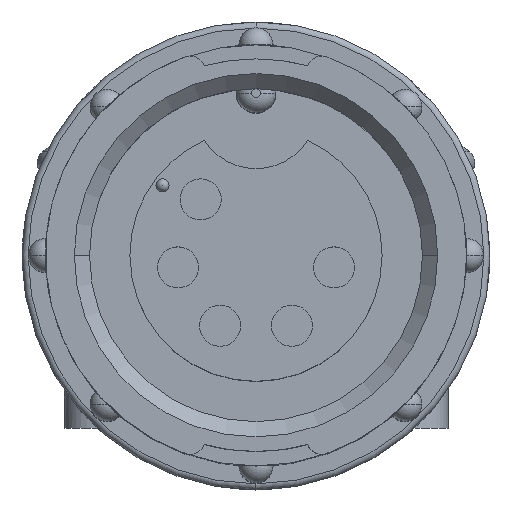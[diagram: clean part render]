
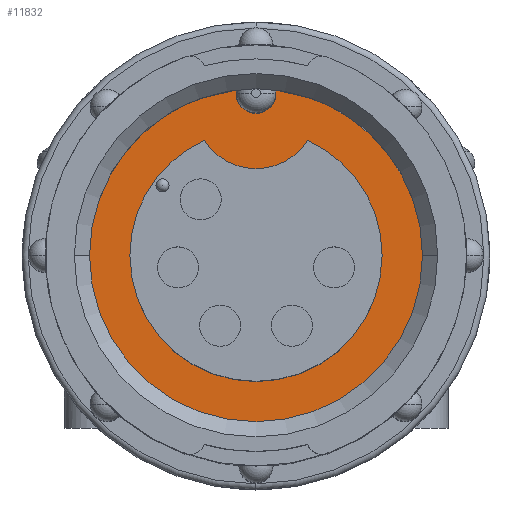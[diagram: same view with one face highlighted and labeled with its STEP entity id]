
A CAD part, top view. The second image highlights one B-rep face of the part: STEP entity #11832.
In plain terms, the highlighted planar face has unit normal (0, 0, 1).
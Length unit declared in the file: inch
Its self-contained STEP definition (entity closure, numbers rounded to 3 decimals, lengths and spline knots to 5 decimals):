
#106 = VERTEX_POINT ( 'NONE', #2638 ) ;
#204 = EDGE_LOOP ( 'NONE', ( #12777, #7470, #8815, #8365, #10439, #3246 ) ) ;
#387 = DIRECTION ( 'NONE',  ( 0., 0., 1. ) ) ;
#507 = DIRECTION ( 'NONE',  ( 1., 0., 0. ) ) ;
#837 = CARTESIAN_POINT ( 'NONE',  ( 0., 0.2435, 0.695 ) ) ;
#1033 = DIRECTION ( 'NONE',  ( 0., 0., 1. ) ) ;
#1140 = CARTESIAN_POINT ( 'NONE',  ( 0., 0., 0.695 ) ) ;
#1384 = CARTESIAN_POINT ( 'NONE',  ( 0., 0.26691, 0.695 ) ) ;
#1582 = DIRECTION ( 'NONE',  ( 0., 0., -1. ) ) ;
#1711 = CIRCLE ( 'NONE', #8170, 0.03291 ) ;
#1755 = VERTEX_POINT ( 'NONE', #6393 ) ;
#1888 = DIRECTION ( 'NONE',  ( 1., 0., 0. ) ) ;
#1991 = ORIENTED_EDGE ( 'NONE', *, *, #8321, .F. ) ;
#2191 = DIRECTION ( 'NONE',  ( 1., 0., 0. ) ) ;
#2199 = CIRCLE ( 'NONE', #5758, 0.2075 ) ;
#2396 = EDGE_CURVE ( 'NONE', #6749, #1755, #11196, .T. ) ;
#2449 = DIRECTION ( 'NONE',  ( 1., 0., 0. ) ) ;
#2532 = CARTESIAN_POINT ( 'NONE',  ( -0.274, 0., 0.695 ) ) ;
#2608 = DIRECTION ( 'NONE',  ( 0., 0., 1. ) ) ;
#2638 = CARTESIAN_POINT ( 'NONE',  ( 0.08517, 0.18921, 0.695 ) ) ;
#3045 = CARTESIAN_POINT ( 'NONE',  ( 0., 0.13345, 0.695 ) ) ;
#3213 = FACE_OUTER_BOUND ( 'NONE', #204, .T. ) ;
#3222 = CARTESIAN_POINT ( 'NONE',  ( 0.03291, 0.26691, 0.695 ) ) ;
#3246 = ORIENTED_EDGE ( 'NONE', *, *, #7253, .T. ) ;
#3272 = DIRECTION ( 'NONE',  ( 0., 0., -1. ) ) ;
#3463 = CIRCLE ( 'NONE', #9562, 0.2075 ) ;
#3533 = AXIS2_PLACEMENT_3D ( 'NONE', #7377, #1033, #8461 ) ;
#3549 = CARTESIAN_POINT ( 'NONE',  ( -0.0325, 0.27207, 0.695 ) ) ;
#3550 = FACE_BOUND ( 'NONE', #10016, .T. ) ;
#3583 = ORIENTED_EDGE ( 'NONE', *, *, #10780, .F. ) ;
#3653 = CARTESIAN_POINT ( 'NONE',  ( -0.08517, 0.18921, 0.695 ) ) ;
#4035 = EDGE_CURVE ( 'NONE', #11894, #106, #2199, .T. ) ;
#4039 = CARTESIAN_POINT ( 'NONE',  ( 0., 0., 0.695 ) ) ;
#4560 = AXIS2_PLACEMENT_3D ( 'NONE', #13289, #6851, #507 ) ;
#4569 = VERTEX_POINT ( 'NONE', #3653 ) ;
#5102 = DIRECTION ( 'NONE',  ( 1., 0., 0. ) ) ;
#5167 = DIRECTION ( 'NONE',  ( 1., 0., 0. ) ) ;
#5436 = CARTESIAN_POINT ( 'NONE',  ( -0.03291, 0.26691, 0.695 ) ) ;
#5487 = CARTESIAN_POINT ( 'NONE',  ( 0.0325, 0.27207, 0.695 ) ) ;
#5758 = AXIS2_PLACEMENT_3D ( 'NONE', #8985, #2608, #10063 ) ;
#6333 = CARTESIAN_POINT ( 'NONE',  ( 0.2075, 0., 0.695 ) ) ;
#6393 = CARTESIAN_POINT ( 'NONE',  ( 0.274, 0., 0.695 ) ) ;
#6550 = CIRCLE ( 'NONE', #3533, 0.274 ) ;
#6566 = CIRCLE ( 'NONE', #8319, 0.2075 ) ;
#6585 = VERTEX_POINT ( 'NONE', #3222 ) ;
#6621 = ORIENTED_EDGE ( 'NONE', *, *, #7697, .F. ) ;
#6731 = CARTESIAN_POINT ( 'NONE',  ( 0., 0., 0.695 ) ) ;
#6749 = VERTEX_POINT ( 'NONE', #2532 ) ;
#6851 = DIRECTION ( 'NONE',  ( 0., 0., 1. ) ) ;
#6958 = CARTESIAN_POINT ( 'NONE',  ( -0.2075, 0., 0.695 ) ) ;
#6967 = CIRCLE ( 'NONE', #12537, 0.101 ) ;
#7253 = EDGE_CURVE ( 'NONE', #1755, #10277, #8280, .T. ) ;
#7377 = CARTESIAN_POINT ( 'NONE',  ( 0., 0., 0.695 ) ) ;
#7470 = ORIENTED_EDGE ( 'NONE', *, *, #11599, .T. ) ;
#7697 = EDGE_CURVE ( 'NONE', #106, #4569, #6967, .T. ) ;
#7698 = ORIENTED_EDGE ( 'NONE', *, *, #4035, .F. ) ;
#7797 = DIRECTION ( 'NONE',  ( 1., 0., 0. ) ) ;
#7940 = CARTESIAN_POINT ( 'NONE',  ( 0., 0.26691, 0.695 ) ) ;
#8170 = AXIS2_PLACEMENT_3D ( 'NONE', #9652, #3272, #10749 ) ;
#8262 = DIRECTION ( 'NONE',  ( 0., 0., -1. ) ) ;
#8280 = CIRCLE ( 'NONE', #13814, 0.274 ) ;
#8319 = AXIS2_PLACEMENT_3D ( 'NONE', #4039, #11533, #5102 ) ;
#8321 = EDGE_CURVE ( 'NONE', #4569, #10035, #3463, .T. ) ;
#8365 = ORIENTED_EDGE ( 'NONE', *, *, #11328, .T. ) ;
#8461 = DIRECTION ( 'NONE',  ( 1., 0., 0. ) ) ;
#8574 = DIRECTION ( 'NONE',  ( 0., 0., 1. ) ) ;
#8815 = ORIENTED_EDGE ( 'NONE', *, *, #10345, .T. ) ;
#8829 = DIRECTION ( 'NONE',  ( 0., 0., -1. ) ) ;
#8985 = CARTESIAN_POINT ( 'NONE',  ( 0., 0., 0.695 ) ) ;
#9035 = DIRECTION ( 'NONE',  ( 1., 0., 0. ) ) ;
#9431 = PLANE ( 'NONE',  #10873 ) ;
#9562 = AXIS2_PLACEMENT_3D ( 'NONE', #1140, #8574, #2191 ) ;
#9652 = CARTESIAN_POINT ( 'NONE',  ( 0., 0.26691, 0.695 ) ) ;
#9906 = CIRCLE ( 'NONE', #10417, 0.03291 ) ;
#10016 = EDGE_LOOP ( 'NONE', ( #1991, #6621, #7698, #3583 ) ) ;
#10035 = VERTEX_POINT ( 'NONE', #6958 ) ;
#10063 = DIRECTION ( 'NONE',  ( 1., 0., 0. ) ) ;
#10277 = VERTEX_POINT ( 'NONE', #5487 ) ;
#10329 = AXIS2_PLACEMENT_3D ( 'NONE', #1384, #8829, #2449 ) ;
#10345 = EDGE_CURVE ( 'NONE', #12420, #11058, #13819, .T. ) ;
#10417 = AXIS2_PLACEMENT_3D ( 'NONE', #7940, #1582, #9035 ) ;
#10439 = ORIENTED_EDGE ( 'NONE', *, *, #2396, .T. ) ;
#10749 = DIRECTION ( 'NONE',  ( 1., 0., 0. ) ) ;
#10780 = EDGE_CURVE ( 'NONE', #10035, #11894, #6566, .T. ) ;
#10873 = AXIS2_PLACEMENT_3D ( 'NONE', #3045, #11590, #5167 ) ;
#11058 = VERTEX_POINT ( 'NONE', #3549 ) ;
#11196 = CIRCLE ( 'NONE', #4560, 0.274 ) ;
#11328 = EDGE_CURVE ( 'NONE', #11058, #6749, #6550, .T. ) ;
#11533 = DIRECTION ( 'NONE',  ( 0., 0., 1. ) ) ;
#11590 = DIRECTION ( 'NONE',  ( 0., 0., 1. ) ) ;
#11599 = EDGE_CURVE ( 'NONE', #6585, #12420, #9906, .T. ) ;
#11832 = ADVANCED_FACE ( 'NONE', ( #3213, #3550 ), #9431, .T. ) ;
#11894 = VERTEX_POINT ( 'NONE', #6333 ) ;
#12368 = EDGE_CURVE ( 'NONE', #10277, #6585, #1711, .T. ) ;
#12420 = VERTEX_POINT ( 'NONE', #5436 ) ;
#12537 = AXIS2_PLACEMENT_3D ( 'NONE', #837, #8262, #1888 ) ;
#12777 = ORIENTED_EDGE ( 'NONE', *, *, #12368, .T. ) ;
#13289 = CARTESIAN_POINT ( 'NONE',  ( 0., 0., 0.695 ) ) ;
#13814 = AXIS2_PLACEMENT_3D ( 'NONE', #6731, #387, #7797 ) ;
#13819 = CIRCLE ( 'NONE', #10329, 0.03291 ) ;
